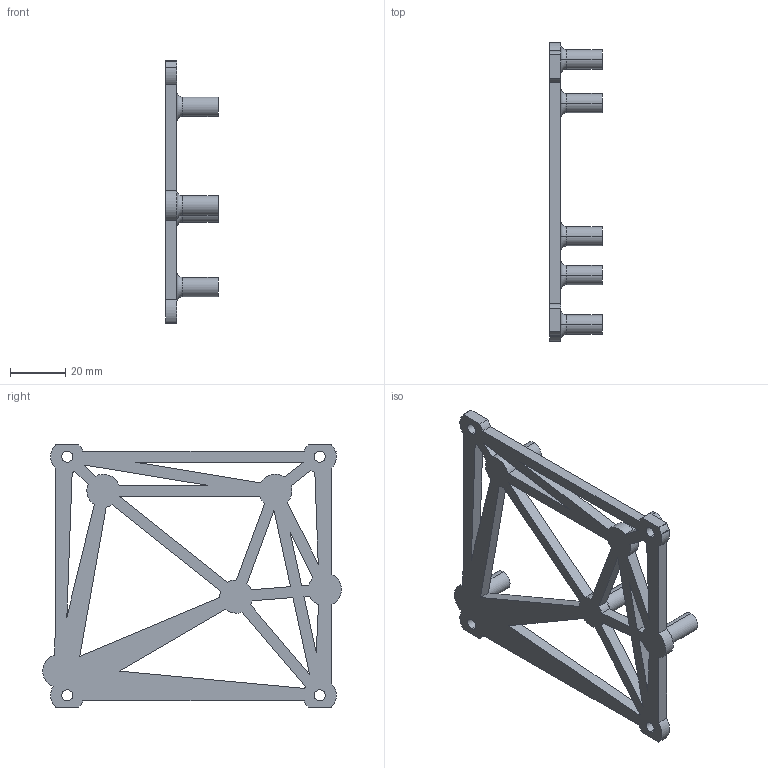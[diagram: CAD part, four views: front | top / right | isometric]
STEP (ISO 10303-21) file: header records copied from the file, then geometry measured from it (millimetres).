
FILE_DESCRIPTION (( 'STEP AP203' ), '1' );
FILE_NAME ('mount.STEP', '2019-07-31T10:45:48', ( '' ), ( '' ), 'SwSTEP 2.0', 'SolidWorks 2017', '' );
FILE_SCHEMA (( 'CONFIG_CONTROL_DESIGN' ));
Length unit declared in the file: millimetre
Products named in the file (1): mount
Bounding box: 19 x 107.93 x 95 mm (x, y, z)
Volume: 21071.6 mm3; surface area: 17784.3 mm2
Topology: 1 solids, 1 shells, 135 faces, 351 edges, 228 vertices
Faces by surface type: plane 61, cylinder 56, torus 18
Entity records: 4306 total; most frequent: DIRECTION 771, CARTESIAN_POINT 715, ORIENTED_EDGE 702, EDGE_CURVE 351, AXIS2_PLACEMENT_3D 284, VERTEX_POINT 228, LINE 203, VECTOR 203
